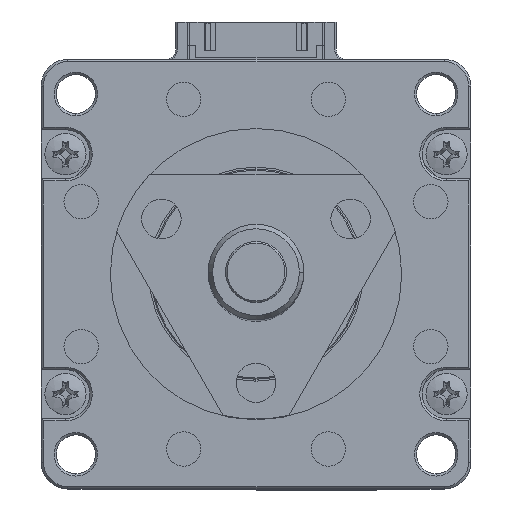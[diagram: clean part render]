
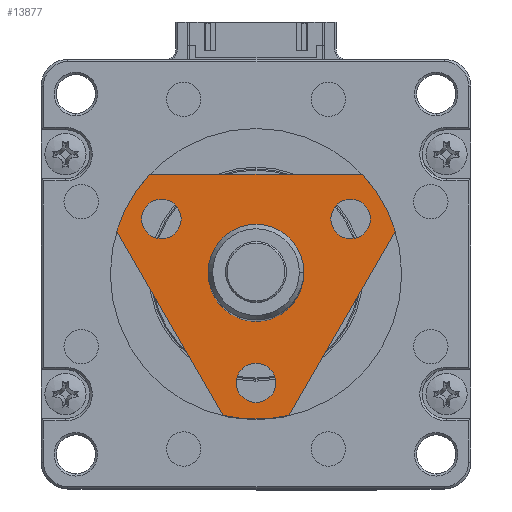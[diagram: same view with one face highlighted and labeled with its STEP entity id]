
A CAD part, top view. The second image highlights one B-rep face of the part: STEP entity #13877.
In plain terms, the highlighted planar face has unit normal (0, 0, 1).
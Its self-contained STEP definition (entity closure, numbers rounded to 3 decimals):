
#163 = ORIENTED_EDGE ( 'NONE', *, *, #15922, .F. ) ;
#835 = VERTEX_POINT ( 'NONE', #19683 ) ;
#969 = ORIENTED_EDGE ( 'NONE', *, *, #5920, .F. ) ;
#1529 = CARTESIAN_POINT ( 'NONE',  ( -9.796, 7.145, 40.4 ) ) ;
#1918 = FACE_OUTER_BOUND ( 'NONE', #30379, .T. ) ;
#2223 = CARTESIAN_POINT ( 'NONE',  ( -12.376, 7.145, 40.4 ) ) ;
#2445 = AXIS2_PLACEMENT_3D ( 'NONE', #6192, #31170, #45551 ) ;
#2454 = CIRCLE ( 'NONE', #45880, 2.58 ) ;
#2589 = CARTESIAN_POINT ( 'NONE',  ( 0., 0., 40.4 ) ) ;
#3716 = CARTESIAN_POINT ( 'NONE',  ( 18.221, 5.559, 40.4 ) ) ;
#3892 = EDGE_CURVE ( 'NONE', #835, #40889, #9111, .T. ) ;
#4285 = DIRECTION ( 'NONE',  ( 0., 0., -1. ) ) ;
#4458 = EDGE_CURVE ( 'NONE', #22010, #11242, #21959, .T. ) ;
#4581 = DIRECTION ( 'NONE',  ( 0., 0., 1. ) ) ;
#4837 = AXIS2_PLACEMENT_3D ( 'NONE', #4928, #40393, #22824 ) ;
#4928 = CARTESIAN_POINT ( 'NONE',  ( 0., 0., 40.4 ) ) ;
#4946 = CARTESIAN_POINT ( 'NONE',  ( 0., 13., 40.4 ) ) ;
#5316 = ORIENTED_EDGE ( 'NONE', *, *, #3892, .F. ) ;
#5920 = EDGE_CURVE ( 'NONE', #40889, #835, #19006, .T. ) ;
#6192 = CARTESIAN_POINT ( 'NONE',  ( -12.376, 7.145, 40.4 ) ) ;
#6886 = FACE_BOUND ( 'NONE', #28629, .T. ) ;
#6905 = CARTESIAN_POINT ( 'NONE',  ( 13.925, 13., 40.4 ) ) ;
#7635 = CARTESIAN_POINT ( 'NONE',  ( -6.25, 0., 40.4 ) ) ;
#8036 = FACE_BOUND ( 'NONE', #42026, .T. ) ;
#8329 = ORIENTED_EDGE ( 'NONE', *, *, #13993, .F. ) ;
#8428 = DIRECTION ( 'NONE',  ( 0., 0., 1. ) ) ;
#8451 = ORIENTED_EDGE ( 'NONE', *, *, #37962, .F. ) ;
#8766 = CARTESIAN_POINT ( 'NONE',  ( 0., -14.29, 40.4 ) ) ;
#8912 = VERTEX_POINT ( 'NONE', #30318 ) ;
#8942 = ORIENTED_EDGE ( 'NONE', *, *, #19248, .F. ) ;
#9111 = CIRCLE ( 'NONE', #4837, 6.25 ) ;
#9769 = ORIENTED_EDGE ( 'NONE', *, *, #29958, .F. ) ;
#9900 = CARTESIAN_POINT ( 'NONE',  ( 9.796, 7.145, 40.4 ) ) ;
#10370 = CARTESIAN_POINT ( 'NONE',  ( -4.296, -18.559, 40.4 ) ) ;
#10964 = DIRECTION ( 'NONE',  ( 1., 0., 0. ) ) ;
#11242 = VERTEX_POINT ( 'NONE', #16640 ) ;
#11857 = DIRECTION ( 'NONE',  ( -1., 0., 0. ) ) ;
#11882 = DIRECTION ( 'NONE',  ( 0., 0., 1. ) ) ;
#11948 = CIRCLE ( 'NONE', #39493, 2.58 ) ;
#11952 = DIRECTION ( 'NONE',  ( 1., 0., 0. ) ) ;
#12296 = VERTEX_POINT ( 'NONE', #13558 ) ;
#12342 = PLANE ( 'NONE',  #39011 ) ;
#12478 = VECTOR ( 'NONE', #14804, 1000. ) ;
#13029 = ORIENTED_EDGE ( 'NONE', *, *, #41588, .F. ) ;
#13050 = EDGE_CURVE ( 'NONE', #45420, #26108, #44258, .T. ) ;
#13558 = CARTESIAN_POINT ( 'NONE',  ( 2.58, -14.29, 40.4 ) ) ;
#13790 = DIRECTION ( 'NONE',  ( -0.5, 0.866, 0. ) ) ;
#13877 = ADVANCED_FACE ( 'NONE', ( #35305, #29246, #8036, #6886, #1918 ), #12342, .F. ) ;
#13993 = EDGE_CURVE ( 'NONE', #14996, #43948, #2454, .T. ) ;
#14804 = DIRECTION ( 'NONE',  ( -0.5, -0.866, 0. ) ) ;
#14996 = VERTEX_POINT ( 'NONE', #27355 ) ;
#15438 = DIRECTION ( 'NONE',  ( -1., 0., 0. ) ) ;
#15922 = EDGE_CURVE ( 'NONE', #11242, #39606, #24078, .T. ) ;
#16640 = CARTESIAN_POINT ( 'NONE',  ( 4.296, -18.559, 40.4 ) ) ;
#16791 = ORIENTED_EDGE ( 'NONE', *, *, #25877, .F. ) ;
#17332 = CARTESIAN_POINT ( 'NONE',  ( 14.956, 7.145, 40.4 ) ) ;
#17701 = VERTEX_POINT ( 'NONE', #9900 ) ;
#17803 = DIRECTION ( 'NONE',  ( 0., 0., -1. ) ) ;
#17831 = VERTEX_POINT ( 'NONE', #17332 ) ;
#17972 = DIRECTION ( 'NONE',  ( 1., 0., 0. ) ) ;
#18573 = DIRECTION ( 'NONE',  ( -1., 0., 0. ) ) ;
#18822 = EDGE_CURVE ( 'NONE', #17701, #17831, #24316, .T. ) ;
#19006 = CIRCLE ( 'NONE', #22923, 6.25 ) ;
#19248 = EDGE_CURVE ( 'NONE', #8912, #45420, #29896, .T. ) ;
#19683 = CARTESIAN_POINT ( 'NONE',  ( 6.25, 0., 40.4 ) ) ;
#19882 = EDGE_LOOP ( 'NONE', ( #8329, #36757 ) ) ;
#20173 = DIRECTION ( 'NONE',  ( 0., 0., -1. ) ) ;
#21873 = DIRECTION ( 'NONE',  ( 1., 0., 0. ) ) ;
#21959 = LINE ( 'NONE', #32576, #12478 ) ;
#22010 = VERTEX_POINT ( 'NONE', #3716 ) ;
#22230 = AXIS2_PLACEMENT_3D ( 'NONE', #2589, #20173, #37583 ) ;
#22327 = CARTESIAN_POINT ( 'NONE',  ( 12.376, 7.145, 40.4 ) ) ;
#22693 = CARTESIAN_POINT ( 'NONE',  ( -2.58, -14.29, 40.4 ) ) ;
#22824 = DIRECTION ( 'NONE',  ( 1., 0., 0. ) ) ;
#22923 = AXIS2_PLACEMENT_3D ( 'NONE', #35545, #25159, #10964 ) ;
#23599 = CARTESIAN_POINT ( 'NONE',  ( -13.925, 13., 40.4 ) ) ;
#23996 = CIRCLE ( 'NONE', #22230, 19.05 ) ;
#24078 = CIRCLE ( 'NONE', #32558, 19.05 ) ;
#24316 = CIRCLE ( 'NONE', #38259, 2.58 ) ;
#25159 = DIRECTION ( 'NONE',  ( 0., 0., 1. ) ) ;
#25877 = EDGE_CURVE ( 'NONE', #39606, #8912, #40842, .T. ) ;
#26108 = VERTEX_POINT ( 'NONE', #6905 ) ;
#26223 = DIRECTION ( 'NONE',  ( 0., 0., -1. ) ) ;
#27131 = DIRECTION ( 'NONE',  ( 0., 0., 1. ) ) ;
#27270 = DIRECTION ( 'NONE',  ( -1., 0., 0. ) ) ;
#27355 = CARTESIAN_POINT ( 'NONE',  ( -14.956, 7.145, 40.4 ) ) ;
#27859 = AXIS2_PLACEMENT_3D ( 'NONE', #28741, #4285, #21873 ) ;
#28203 = AXIS2_PLACEMENT_3D ( 'NONE', #22327, #11882, #18573 ) ;
#28629 = EDGE_LOOP ( 'NONE', ( #8451, #33153 ) ) ;
#28741 = CARTESIAN_POINT ( 'NONE',  ( 0., 0., 40.4 ) ) ;
#28864 = CIRCLE ( 'NONE', #43298, 2.58 ) ;
#29246 = FACE_BOUND ( 'NONE', #19882, .T. ) ;
#29854 = CIRCLE ( 'NONE', #28203, 2.58 ) ;
#29896 = CIRCLE ( 'NONE', #27859, 19.05 ) ;
#29958 = EDGE_CURVE ( 'NONE', #17831, #17701, #29854, .T. ) ;
#30318 = CARTESIAN_POINT ( 'NONE',  ( -18.221, 5.559, 40.4 ) ) ;
#30379 = EDGE_LOOP ( 'NONE', ( #13029, #44036, #8942, #16791, #163, #44684 ) ) ;
#30746 = EDGE_CURVE ( 'NONE', #12296, #32396, #11948, .T. ) ;
#31170 = DIRECTION ( 'NONE',  ( 0., 0., 1. ) ) ;
#31497 = VECTOR ( 'NONE', #11952, 1000. ) ;
#32396 = VERTEX_POINT ( 'NONE', #22693 ) ;
#32558 = AXIS2_PLACEMENT_3D ( 'NONE', #39131, #17803, #17972 ) ;
#32576 = CARTESIAN_POINT ( 'NONE',  ( 18.221, 5.559, 40.4 ) ) ;
#33047 = VECTOR ( 'NONE', #13790, 1000. ) ;
#33153 = ORIENTED_EDGE ( 'NONE', *, *, #30746, .F. ) ;
#35305 = FACE_BOUND ( 'NONE', #44847, .T. ) ;
#35545 = CARTESIAN_POINT ( 'NONE',  ( 0., 0., 40.4 ) ) ;
#35647 = EDGE_CURVE ( 'NONE', #43948, #14996, #42509, .T. ) ;
#36757 = ORIENTED_EDGE ( 'NONE', *, *, #35647, .F. ) ;
#36775 = CARTESIAN_POINT ( 'NONE',  ( 0., -14.29, 40.4 ) ) ;
#37583 = DIRECTION ( 'NONE',  ( 1., 0., 0. ) ) ;
#37962 = EDGE_CURVE ( 'NONE', #32396, #12296, #28864, .T. ) ;
#38259 = AXIS2_PLACEMENT_3D ( 'NONE', #43713, #8428, #11857 ) ;
#39011 = AXIS2_PLACEMENT_3D ( 'NONE', #44509, #26223, #44216 ) ;
#39131 = CARTESIAN_POINT ( 'NONE',  ( 0., 0., 40.4 ) ) ;
#39493 = AXIS2_PLACEMENT_3D ( 'NONE', #8766, #4581, #15438 ) ;
#39606 = VERTEX_POINT ( 'NONE', #45171 ) ;
#40201 = DIRECTION ( 'NONE',  ( 0., 0., 1. ) ) ;
#40363 = DIRECTION ( 'NONE',  ( -1., 0., 0. ) ) ;
#40393 = DIRECTION ( 'NONE',  ( 0., 0., 1. ) ) ;
#40842 = LINE ( 'NONE', #10370, #33047 ) ;
#40889 = VERTEX_POINT ( 'NONE', #7635 ) ;
#41588 = EDGE_CURVE ( 'NONE', #26108, #22010, #23996, .T. ) ;
#42026 = EDGE_LOOP ( 'NONE', ( #45797, #9769 ) ) ;
#42509 = CIRCLE ( 'NONE', #2445, 2.58 ) ;
#43298 = AXIS2_PLACEMENT_3D ( 'NONE', #36775, #40201, #40363 ) ;
#43713 = CARTESIAN_POINT ( 'NONE',  ( 12.376, 7.145, 40.4 ) ) ;
#43948 = VERTEX_POINT ( 'NONE', #1529 ) ;
#44036 = ORIENTED_EDGE ( 'NONE', *, *, #13050, .F. ) ;
#44216 = DIRECTION ( 'NONE',  ( -1., 0., 0. ) ) ;
#44258 = LINE ( 'NONE', #4946, #31497 ) ;
#44509 = CARTESIAN_POINT ( 'NONE',  ( 0., 0., 40.4 ) ) ;
#44684 = ORIENTED_EDGE ( 'NONE', *, *, #4458, .F. ) ;
#44847 = EDGE_LOOP ( 'NONE', ( #5316, #969 ) ) ;
#45171 = CARTESIAN_POINT ( 'NONE',  ( -4.296, -18.559, 40.4 ) ) ;
#45420 = VERTEX_POINT ( 'NONE', #23599 ) ;
#45551 = DIRECTION ( 'NONE',  ( -1., 0., 0. ) ) ;
#45797 = ORIENTED_EDGE ( 'NONE', *, *, #18822, .F. ) ;
#45880 = AXIS2_PLACEMENT_3D ( 'NONE', #2223, #27131, #27270 ) ;
